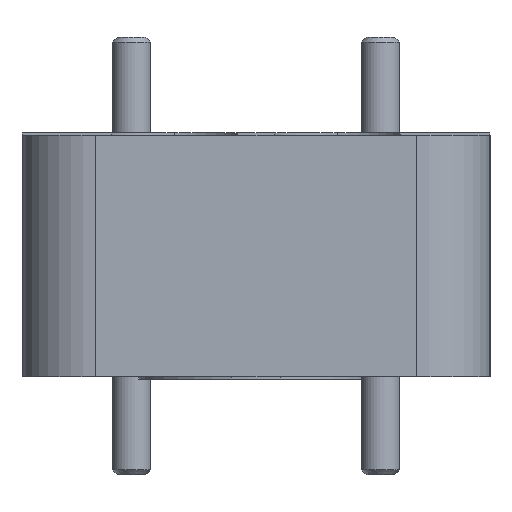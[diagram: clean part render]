
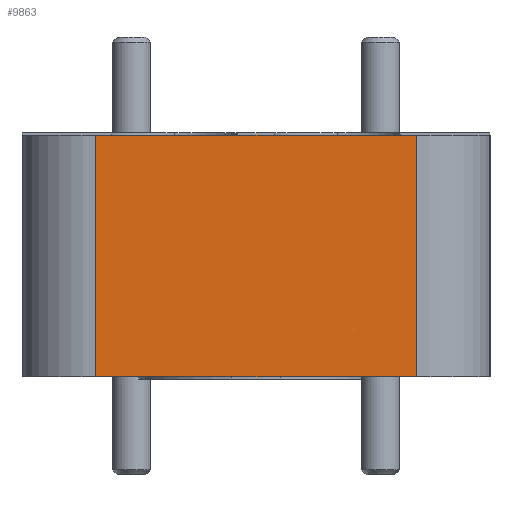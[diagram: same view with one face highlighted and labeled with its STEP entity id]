
A CAD part, left-side view. The second image highlights one B-rep face of the part: STEP entity #9863.
In plain terms, the highlighted planar face has unit normal (-1, 0, 0).
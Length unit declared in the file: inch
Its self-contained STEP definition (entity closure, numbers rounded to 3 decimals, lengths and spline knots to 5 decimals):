
#906 = DIRECTION ( 'NONE',  ( 0., -1., 0. ) ) ;
#2002 = CARTESIAN_POINT ( 'NONE',  ( -1.41732, -0.25591, 0.19291 ) ) ;
#2856 = EDGE_CURVE ( 'NONE', #24922, #50197, #48978, .T. ) ;
#4649 = ORIENTED_EDGE ( 'NONE', *, *, #9325, .T. ) ;
#4784 = CARTESIAN_POINT ( 'NONE',  ( -1.41732, -0.25591, -0.19291 ) ) ;
#7343 = DIRECTION ( 'NONE',  ( 0., 0., -1. ) ) ;
#9325 = EDGE_CURVE ( 'NONE', #18816, #22062, #49027, .T. ) ;
#9863 = ADVANCED_FACE ( 'NONE', ( #26619 ), #44265, .T. ) ;
#10829 = VECTOR ( 'NONE', #906, 39.37008 ) ;
#14269 = LINE ( 'NONE', #53727, #40703 ) ;
#14533 = DIRECTION ( 'NONE',  ( 0., 0., 1. ) ) ;
#14927 = LINE ( 'NONE', #40876, #19186 ) ;
#18647 = VECTOR ( 'NONE', #43858, 39.37008 ) ;
#18816 = VERTEX_POINT ( 'NONE', #18822 ) ;
#18822 = CARTESIAN_POINT ( 'NONE',  ( -1.41732, 0.25591, -0.19291 ) ) ;
#19029 = CARTESIAN_POINT ( 'NONE',  ( -1.41732, 0.25591, 0.19291 ) ) ;
#19186 = VECTOR ( 'NONE', #7343, 39.37008 ) ;
#21655 = ORIENTED_EDGE ( 'NONE', *, *, #2856, .T. ) ;
#22062 = VERTEX_POINT ( 'NONE', #4784 ) ;
#23151 = CARTESIAN_POINT ( 'NONE',  ( -1.41732, 0., 0. ) ) ;
#23460 = DIRECTION ( 'NONE',  ( 0., 0., 1. ) ) ;
#24922 = VERTEX_POINT ( 'NONE', #2002 ) ;
#25859 = ORIENTED_EDGE ( 'NONE', *, *, #44871, .T. ) ;
#26619 = FACE_OUTER_BOUND ( 'NONE', #52849, .T. ) ;
#27406 = CARTESIAN_POINT ( 'NONE',  ( -1.41732, 0.12795, -0.19291 ) ) ;
#28318 = DIRECTION ( 'NONE',  ( -1., 0., 0. ) ) ;
#29500 = EDGE_CURVE ( 'NONE', #50197, #18816, #14927, .T. ) ;
#37554 = AXIS2_PLACEMENT_3D ( 'NONE', #23151, #28318, #14533 ) ;
#40216 = ORIENTED_EDGE ( 'NONE', *, *, #29500, .T. ) ;
#40703 = VECTOR ( 'NONE', #23460, 39.37008 ) ;
#40876 = CARTESIAN_POINT ( 'NONE',  ( -1.41732, 0.25591, 0. ) ) ;
#43858 = DIRECTION ( 'NONE',  ( 0., 1., 0. ) ) ;
#44265 = PLANE ( 'NONE',  #37554 ) ;
#44871 = EDGE_CURVE ( 'NONE', #22062, #24922, #14269, .T. ) ;
#48978 = LINE ( 'NONE', #53301, #18647 ) ;
#49027 = LINE ( 'NONE', #27406, #10829 ) ;
#50197 = VERTEX_POINT ( 'NONE', #19029 ) ;
#52849 = EDGE_LOOP ( 'NONE', ( #25859, #21655, #40216, #4649 ) ) ;
#53301 = CARTESIAN_POINT ( 'NONE',  ( -1.41732, 0.12795, 0.19291 ) ) ;
#53727 = CARTESIAN_POINT ( 'NONE',  ( -1.41732, -0.25591, 0. ) ) ;
